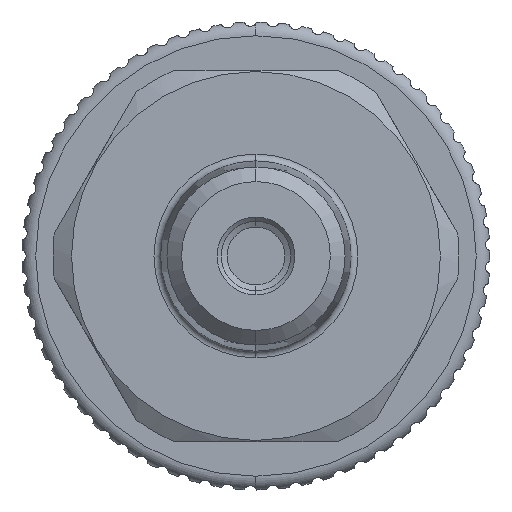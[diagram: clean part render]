
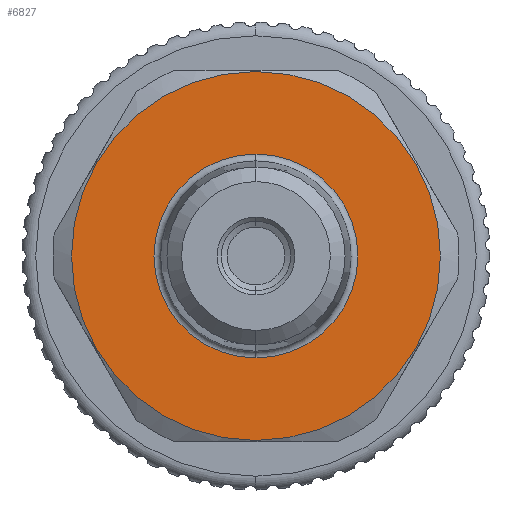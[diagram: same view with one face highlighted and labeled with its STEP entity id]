
A CAD part, front view. The second image highlights one B-rep face of the part: STEP entity #6827.
In plain terms, the highlighted planar face has unit normal (0, -1, 0).
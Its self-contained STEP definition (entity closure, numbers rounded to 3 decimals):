
#753 = DIRECTION ( 'NONE',  ( 0., -1., 0. ) ) ;
#1163 = DIRECTION ( 'NONE',  ( 0., 0., -1. ) ) ;
#1270 = DIRECTION ( 'NONE',  ( 0., 1., 0. ) ) ;
#1285 = CARTESIAN_POINT ( 'NONE',  ( 0., 17., 0. ) ) ;
#1312 = VERTEX_POINT ( 'NONE', #6291 ) ;
#1426 = AXIS2_PLACEMENT_3D ( 'NONE', #5362, #753, #7273 ) ;
#1480 = CARTESIAN_POINT ( 'NONE',  ( 0., 17., 0. ) ) ;
#1829 = CARTESIAN_POINT ( 'NONE',  ( 0., 17., 0. ) ) ;
#1896 = AXIS2_PLACEMENT_3D ( 'NONE', #1480, #8017, #2370 ) ;
#2055 = DIRECTION ( 'NONE',  ( 0., 1., 0. ) ) ;
#2305 = ORIENTED_EDGE ( 'NONE', *, *, #10273, .T. ) ;
#2370 = DIRECTION ( 'NONE',  ( 0., 0., -1. ) ) ;
#2374 = ORIENTED_EDGE ( 'NONE', *, *, #8546, .T. ) ;
#2383 = ORIENTED_EDGE ( 'NONE', *, *, #2448, .T. ) ;
#2403 = ORIENTED_EDGE ( 'NONE', *, *, #8681, .T. ) ;
#2448 = EDGE_CURVE ( 'NONE', #3184, #5868, #6948, .T. ) ;
#2722 = DIRECTION ( 'NONE',  ( 0., 0., -1. ) ) ;
#3127 = CIRCLE ( 'NONE', #9894, 7.41 ) ;
#3184 = VERTEX_POINT ( 'NONE', #3215 ) ;
#3215 = CARTESIAN_POINT ( 'NONE',  ( 0., 17., 7.41 ) ) ;
#4043 = FACE_BOUND ( 'NONE', #10892, .T. ) ;
#4597 = VERTEX_POINT ( 'NONE', #5237 ) ;
#5237 = CARTESIAN_POINT ( 'NONE',  ( 0., 17., 13.4 ) ) ;
#5362 = CARTESIAN_POINT ( 'NONE',  ( 13.4, 17., 0. ) ) ;
#5421 = AXIS2_PLACEMENT_3D ( 'NONE', #1285, #1270, #1163 ) ;
#5868 = VERTEX_POINT ( 'NONE', #7492 ) ;
#6291 = CARTESIAN_POINT ( 'NONE',  ( 0., 17., -13.4 ) ) ;
#6827 = ADVANCED_FACE ( 'NONE', ( #4043, #8700 ), #10588, .T. ) ;
#6948 = CIRCLE ( 'NONE', #5421, 7.41 ) ;
#7273 = DIRECTION ( 'NONE',  ( 0., 0., -1. ) ) ;
#7492 = CARTESIAN_POINT ( 'NONE',  ( 0., 17., -7.41 ) ) ;
#7635 = AXIS2_PLACEMENT_3D ( 'NONE', #1829, #8373, #2722 ) ;
#7698 = CARTESIAN_POINT ( 'NONE',  ( 0., 17., 0. ) ) ;
#8017 = DIRECTION ( 'NONE',  ( 0., -1., 0. ) ) ;
#8373 = DIRECTION ( 'NONE',  ( 0., -1., 0. ) ) ;
#8546 = EDGE_CURVE ( 'NONE', #4597, #1312, #10576, .T. ) ;
#8573 = DIRECTION ( 'NONE',  ( 0., 0., -1. ) ) ;
#8681 = EDGE_CURVE ( 'NONE', #5868, #3184, #3127, .T. ) ;
#8700 = FACE_OUTER_BOUND ( 'NONE', #9615, .T. ) ;
#9615 = EDGE_LOOP ( 'NONE', ( #2374, #2305 ) ) ;
#9700 = CIRCLE ( 'NONE', #1896, 13.4 ) ;
#9894 = AXIS2_PLACEMENT_3D ( 'NONE', #7698, #2055, #8573 ) ;
#10273 = EDGE_CURVE ( 'NONE', #1312, #4597, #9700, .T. ) ;
#10576 = CIRCLE ( 'NONE', #7635, 13.4 ) ;
#10588 = PLANE ( 'NONE',  #1426 ) ;
#10892 = EDGE_LOOP ( 'NONE', ( #2403, #2383 ) ) ;
